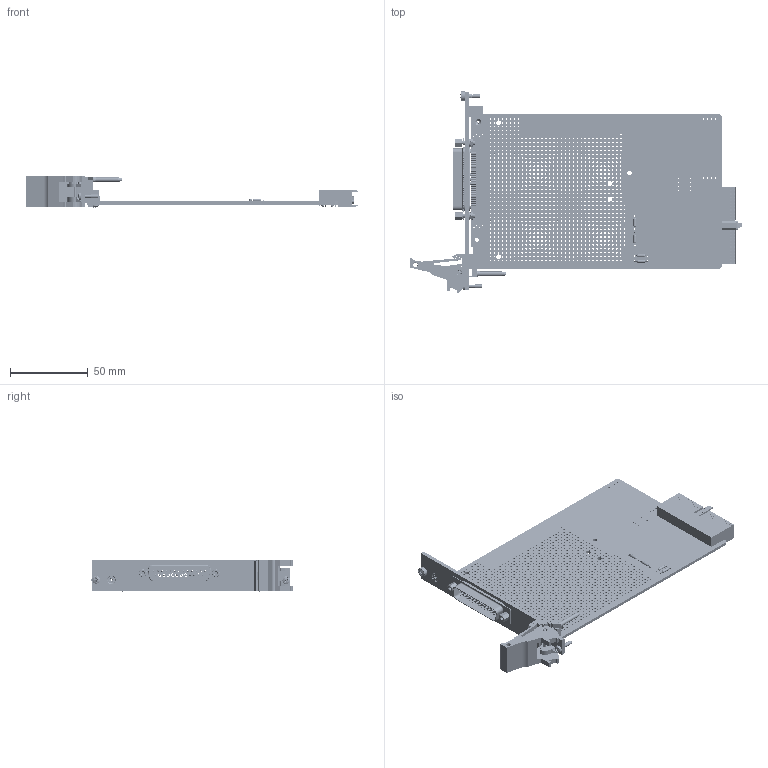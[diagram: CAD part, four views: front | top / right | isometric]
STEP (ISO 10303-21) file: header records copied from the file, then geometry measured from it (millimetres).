
FILE_DESCRIPTION (( 'STEP AP214' ), '1' );
FILE_NAME ('40-225-301 PXI 1 SLT 25W D Prototype Card.STEP', '2013-08-22T12:50:48', ( 'admin' ), ( '' ), 'SwSTEP 2.0', 'SolidWorks 2012', '' );
FILE_SCHEMA (( 'AUTOMOTIVE_DESIGN' ));
Length unit declared in the file: millimetre
Products named in the file (1): 40-225-301 PXI 1 SLT 25W D Prototype Card
Bounding box: 214 x 129.67 x 20.06 mm (x, y, z)
Surface area: 62761.6 mm2 (no closed solid volume)
Topology: 0 solids, 243 shells, 2937 faces, 10109 edges, 7257 vertices
Faces by surface type: cylinder 1580, plane 1267, torus 50, cone 26, sphere 12, bspline 2
Full cylindrical faces by diameter (mm): 0.3 x15, 0.6 x110, 0.864 x8, 0.889 x1, 0.914 x7, 0.966 x2, 0.991 x2, 1.016 x1170, 1.118 x25, 1.496 x2, 1.524 x25, 1.864 x4, 2 x5, 2.05 x4, 2.134 x1, 2.5 x5, 2.6 x1, 2.718 x1, 2.8 x1, 2.997 x3, 3 x3, 4.7 x1, 5 x4, 5.2 x2, 5.3 x1, 6 x1, 6.1 x1
Entity records: 143278 total; most frequent: CARTESIAN_POINT 24507, DIRECTION 17480, ORIENTED_EDGE 13678, EDGE_CURVE 8457, EDGE_LOOP 7102, VERTEX_POINT 7086, AXIS2_PLACEMENT_3D 6515, LINE 4450
